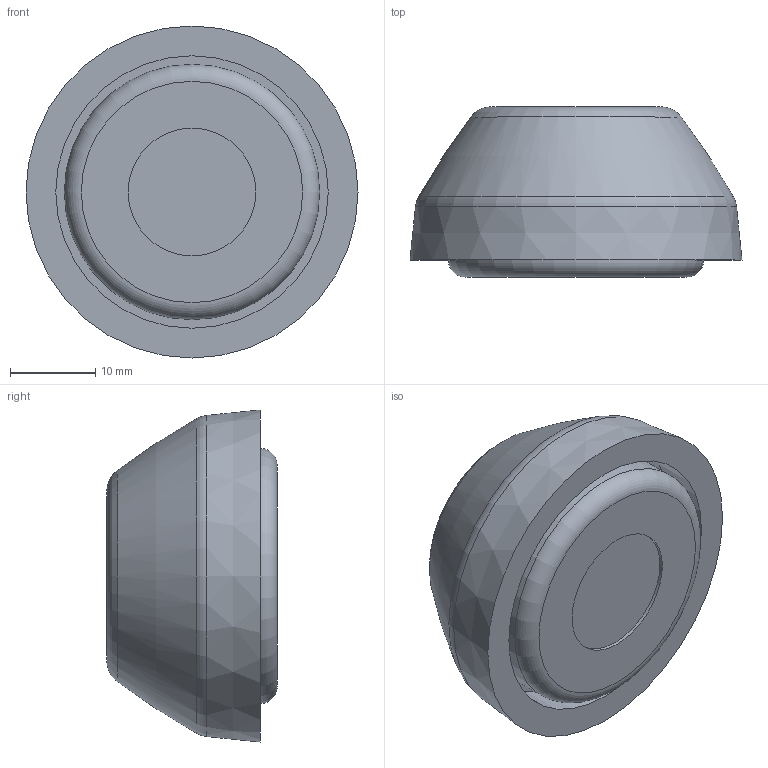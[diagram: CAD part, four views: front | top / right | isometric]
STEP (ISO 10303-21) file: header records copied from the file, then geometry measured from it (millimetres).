
FILE_DESCRIPTION(/* description */ ('STEP AP214'),/* implementation_level */ '2;1');
FILE_NAME(/* name */ '098D040ZSG',/* time_stamp */ '2022-07-14T16:36:35+02:00',/* author */ ('License CC BY-ND 4.0'),/* organization */ ('CADENAS'),/* preprocessor_version */ 'ST-DEVELOPER v18.102',/* originating_system */ 'PARTsolutions',/* authorisation */ ' ');
FILE_SCHEMA (('AUTOMOTIVE_DESIGN {1 0 10303 214 3 1 1}'));
Length unit declared in the file: millimetre
Products named in the file (1): 098D040ZSG
Bounding box: 39 x 20 x 39 mm (x, y, z)
Volume: 15577.5 mm3; surface area: 5513.5 mm2
Topology: 1 solids, 2 shells, 19 faces, 31 edges, 19 vertices
Faces by surface type: plane 7, torus 5, cylinder 4, cone 2, sphere 1
Full cylindrical faces by diameter (mm): 15 x2, 30 x1, 32 x1
Entity records: 519 total; most frequent: DIRECTION 74, CARTESIAN_POINT 54, AXIS2_PLACEMENT_3D 37, ORIENTED_EDGE 34, EDGE_LOOP 34, FACE_BOUND 34, STYLED_ITEM 19, PRESENTATION_STYLE_ASSIGNMENT 19
